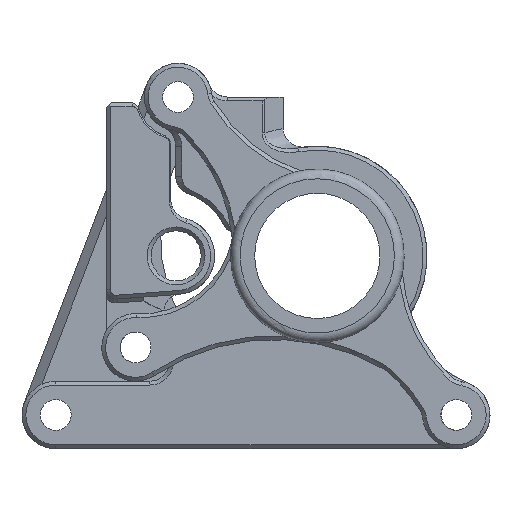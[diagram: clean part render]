
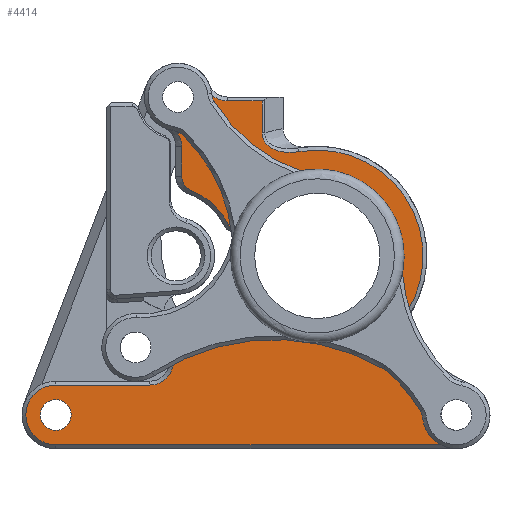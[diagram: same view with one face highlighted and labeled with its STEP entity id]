
A CAD part, front view. The second image highlights one B-rep face of the part: STEP entity #4414.
In plain terms, the highlighted planar face has unit normal (0, -1, 0).
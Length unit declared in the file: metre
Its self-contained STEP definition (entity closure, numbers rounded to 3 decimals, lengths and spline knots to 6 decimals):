
#162=B_SPLINE_CURVE_WITH_KNOTS('',3,(#7563,#7564,#7565,#7566,#7567,#7568,
#7569,#7570,#7571),.UNSPECIFIED.,.F.,.F.,(4,1,1,1,1,1,4),(0.,0.25,0.375,
0.5,0.625,0.75,1.),.UNSPECIFIED.);
#244=PLANE('',#4882);
#431=CIRCLE('',#4874,0.0016);
#433=CIRCLE('',#4877,0.0016);
#435=CIRCLE('',#4880,0.0016);
#437=CIRCLE('',#4883,0.0024);
#438=CIRCLE('',#4884,0.010975);
#439=CIRCLE('',#4885,0.0024);
#440=CIRCLE('',#4886,0.0031);
#441=CIRCLE('',#4887,0.0024);
#442=CIRCLE('',#4888,0.0016);
#443=CIRCLE('',#4889,0.007187);
#444=CIRCLE('',#4890,0.0006);
#445=CIRCLE('',#4891,0.008775);
#446=CIRCLE('',#4892,0.0006);
#447=CIRCLE('',#4893,0.007187);
#448=CIRCLE('',#4894,0.0016);
#449=CIRCLE('',#4895,0.0024);
#450=CIRCLE('',#4896,0.0031);
#451=CIRCLE('',#4897,0.0031);
#452=CIRCLE('',#4898,0.014826);
#1185=ORIENTED_EDGE('',*,*,#2204,.T.);
#1186=ORIENTED_EDGE('',*,*,#2205,.T.);
#1187=ORIENTED_EDGE('',*,*,#2206,.T.);
#1188=ORIENTED_EDGE('',*,*,#2207,.T.);
#1189=ORIENTED_EDGE('',*,*,#2208,.T.);
#1190=ORIENTED_EDGE('',*,*,#2209,.T.);
#1191=ORIENTED_EDGE('',*,*,#2210,.T.);
#1192=ORIENTED_EDGE('',*,*,#2211,.T.);
#1193=ORIENTED_EDGE('',*,*,#2212,.T.);
#1194=ORIENTED_EDGE('',*,*,#2213,.T.);
#1195=ORIENTED_EDGE('',*,*,#2214,.T.);
#1196=ORIENTED_EDGE('',*,*,#2215,.T.);
#1197=ORIENTED_EDGE('',*,*,#2216,.T.);
#1198=ORIENTED_EDGE('',*,*,#2217,.T.);
#1199=ORIENTED_EDGE('',*,*,#2218,.T.);
#1200=ORIENTED_EDGE('',*,*,#2219,.T.);
#1201=ORIENTED_EDGE('',*,*,#2220,.T.);
#1202=ORIENTED_EDGE('',*,*,#2221,.T.);
#1203=ORIENTED_EDGE('',*,*,#2222,.T.);
#1204=ORIENTED_EDGE('',*,*,#2223,.T.);
#1205=ORIENTED_EDGE('',*,*,#2224,.T.);
#1206=ORIENTED_EDGE('',*,*,#2225,.T.);
#1207=ORIENTED_EDGE('',*,*,#2226,.T.);
#1208=ORIENTED_EDGE('',*,*,#2200,.F.);
#1209=ORIENTED_EDGE('',*,*,#2198,.F.);
#1210=ORIENTED_EDGE('',*,*,#2202,.F.);
#2198=EDGE_CURVE('',#2742,#2742,#431,.T.);
#2200=EDGE_CURVE('',#2744,#2744,#433,.T.);
#2202=EDGE_CURVE('',#2746,#2746,#435,.T.);
#2204=EDGE_CURVE('',#2748,#2749,#437,.F.);
#2205=EDGE_CURVE('',#2749,#2750,#438,.T.);
#2206=EDGE_CURVE('',#2750,#2751,#162,.T.);
#2207=EDGE_CURVE('',#2751,#2752,#3076,.T.);
#2208=EDGE_CURVE('',#2752,#2753,#3077,.T.);
#2209=EDGE_CURVE('',#2753,#2754,#439,.F.);
#2210=EDGE_CURVE('',#2754,#2755,#440,.T.);
#2211=EDGE_CURVE('',#2755,#2756,#441,.F.);
#2212=EDGE_CURVE('',#2756,#2757,#3078,.T.);
#2213=EDGE_CURVE('',#2757,#2758,#442,.T.);
#2214=EDGE_CURVE('',#2758,#2759,#443,.F.);
#2215=EDGE_CURVE('',#2759,#2760,#444,.T.);
#2216=EDGE_CURVE('',#2760,#2761,#445,.F.);
#2217=EDGE_CURVE('',#2761,#2762,#446,.T.);
#2218=EDGE_CURVE('',#2762,#2763,#447,.F.);
#2219=EDGE_CURVE('',#2763,#2764,#448,.T.);
#2220=EDGE_CURVE('',#2764,#2765,#3079,.T.);
#2221=EDGE_CURVE('',#2765,#2766,#449,.F.);
#2222=EDGE_CURVE('',#2766,#2767,#3080,.T.);
#2223=EDGE_CURVE('',#2767,#2768,#450,.T.);
#2224=EDGE_CURVE('',#2768,#2769,#3081,.T.);
#2225=EDGE_CURVE('',#2769,#2770,#451,.T.);
#2226=EDGE_CURVE('',#2770,#2748,#452,.F.);
#2742=VERTEX_POINT('',#7544);
#2744=VERTEX_POINT('',#7549);
#2746=VERTEX_POINT('',#7554);
#2748=VERTEX_POINT('',#7559);
#2749=VERTEX_POINT('',#7560);
#2750=VERTEX_POINT('',#7562);
#2751=VERTEX_POINT('',#7572);
#2752=VERTEX_POINT('',#7574);
#2753=VERTEX_POINT('',#7576);
#2754=VERTEX_POINT('',#7578);
#2755=VERTEX_POINT('',#7580);
#2756=VERTEX_POINT('',#7582);
#2757=VERTEX_POINT('',#7584);
#2758=VERTEX_POINT('',#7586);
#2759=VERTEX_POINT('',#7588);
#2760=VERTEX_POINT('',#7590);
#2761=VERTEX_POINT('',#7592);
#2762=VERTEX_POINT('',#7594);
#2763=VERTEX_POINT('',#7596);
#2764=VERTEX_POINT('',#7598);
#2765=VERTEX_POINT('',#7600);
#2766=VERTEX_POINT('',#7602);
#2767=VERTEX_POINT('',#7604);
#2768=VERTEX_POINT('',#7606);
#2769=VERTEX_POINT('',#7608);
#2770=VERTEX_POINT('',#7610);
#3076=LINE('',#7573,#3389);
#3077=LINE('',#7575,#3390);
#3078=LINE('',#7583,#3391);
#3079=LINE('',#7599,#3392);
#3080=LINE('',#7603,#3393);
#3081=LINE('',#7607,#3394);
#3389=VECTOR('',#5857,1.);
#3390=VECTOR('',#5858,1.);
#3391=VECTOR('',#5865,1.);
#3392=VECTOR('',#5880,1.);
#3393=VECTOR('',#5883,1.);
#3394=VECTOR('',#5886,1.);
#3684=EDGE_LOOP('',(#1185,#1186,#1187,#1188,#1189,#1190,#1191,#1192,#1193,
#1194,#1195,#1196,#1197,#1198,#1199,#1200,#1201,#1202,#1203,#1204,#1205,
#1206,#1207));
#3685=EDGE_LOOP('',(#1208));
#3686=EDGE_LOOP('',(#1209));
#3687=EDGE_LOOP('',(#1210));
#4027=FACE_BOUND('',#3684,.T.);
#4028=FACE_BOUND('',#3685,.T.);
#4029=FACE_BOUND('',#3686,.T.);
#4030=FACE_BOUND('',#3687,.T.);
#4414=ADVANCED_FACE('',(#4027,#4028,#4029,#4030),#244,.T.);
#4874=AXIS2_PLACEMENT_3D('',#7543,#5835,#5836);
#4877=AXIS2_PLACEMENT_3D('',#7548,#5841,#5842);
#4880=AXIS2_PLACEMENT_3D('',#7553,#5847,#5848);
#4882=AXIS2_PLACEMENT_3D('',#7557,#5851,#5852);
#4883=AXIS2_PLACEMENT_3D('',#7558,#5853,#5854);
#4884=AXIS2_PLACEMENT_3D('',#7561,#5855,#5856);
#4885=AXIS2_PLACEMENT_3D('',#7577,#5859,#5860);
#4886=AXIS2_PLACEMENT_3D('',#7579,#5861,#5862);
#4887=AXIS2_PLACEMENT_3D('',#7581,#5863,#5864);
#4888=AXIS2_PLACEMENT_3D('',#7585,#5866,#5867);
#4889=AXIS2_PLACEMENT_3D('',#7587,#5868,#5869);
#4890=AXIS2_PLACEMENT_3D('',#7589,#5870,#5871);
#4891=AXIS2_PLACEMENT_3D('',#7591,#5872,#5873);
#4892=AXIS2_PLACEMENT_3D('',#7593,#5874,#5875);
#4893=AXIS2_PLACEMENT_3D('',#7595,#5876,#5877);
#4894=AXIS2_PLACEMENT_3D('',#7597,#5878,#5879);
#4895=AXIS2_PLACEMENT_3D('',#7601,#5881,#5882);
#4896=AXIS2_PLACEMENT_3D('',#7605,#5884,#5885);
#4897=AXIS2_PLACEMENT_3D('',#7609,#5887,#5888);
#4898=AXIS2_PLACEMENT_3D('',#7611,#5889,#5890);
#5835=DIRECTION('',(0.,-1.,0.));
#5836=DIRECTION('',(0.,0.,-1.));
#5841=DIRECTION('',(0.,-1.,0.));
#5842=DIRECTION('',(0.,0.,-1.));
#5847=DIRECTION('',(0.,-1.,0.));
#5848=DIRECTION('',(0.,0.,-1.));
#5851=DIRECTION('',(0.,-1.,0.));
#5852=DIRECTION('',(1.,0.,0.));
#5853=DIRECTION('',(0.,-1.,0.));
#5854=DIRECTION('',(0.,0.,-1.));
#5855=DIRECTION('',(0.,-1.,0.));
#5856=DIRECTION('',(0.,0.,-1.));
#5857=DIRECTION('',(0.,0.,1.));
#5858=DIRECTION('',(-1.,0.,0.));
#5859=DIRECTION('',(0.,-1.,0.));
#5860=DIRECTION('',(0.,0.,-1.));
#5861=DIRECTION('',(0.,-1.,0.));
#5862=DIRECTION('',(0.,0.,-1.));
#5863=DIRECTION('',(0.,-1.,0.));
#5864=DIRECTION('',(0.,0.,-1.));
#5865=DIRECTION('',(0.,0.,-1.));
#5866=DIRECTION('',(0.,-1.,0.));
#5867=DIRECTION('',(0.,0.,-1.));
#5868=DIRECTION('',(0.,-1.,0.));
#5869=DIRECTION('',(0.,0.,-1.));
#5870=DIRECTION('',(0.,-1.,0.));
#5871=DIRECTION('',(0.,0.,-1.));
#5872=DIRECTION('',(0.,-1.,0.));
#5873=DIRECTION('',(0.,0.,-1.));
#5874=DIRECTION('',(0.,-1.,0.));
#5875=DIRECTION('',(0.,0.,-1.));
#5876=DIRECTION('',(0.,-1.,0.));
#5877=DIRECTION('',(0.,0.,-1.));
#5878=DIRECTION('',(0.,-1.,0.));
#5879=DIRECTION('',(0.,0.,-1.));
#5880=DIRECTION('',(0.,0.,-1.));
#5881=DIRECTION('',(0.,-1.,0.));
#5882=DIRECTION('',(0.,0.,-1.));
#5883=DIRECTION('',(-1.,0.,0.));
#5884=DIRECTION('',(0.,-1.,0.));
#5885=DIRECTION('',(0.,0.,-1.));
#5886=DIRECTION('',(1.,0.,0.));
#5887=DIRECTION('',(0.,-1.,0.));
#5888=DIRECTION('',(0.,0.,-1.));
#5889=DIRECTION('',(0.,-1.,0.));
#5890=DIRECTION('',(0.,0.,-1.));
#7543=CARTESIAN_POINT('',(-0.01445,-0.02025,0.016477));
#7544=CARTESIAN_POINT('',(-0.01445,-0.02025,0.014877));
#7548=CARTESIAN_POINT('',(-0.027136,-0.02025,-0.0165));
#7549=CARTESIAN_POINT('',(-0.027136,-0.02025,-0.0181));
#7553=CARTESIAN_POINT('',(0.014419,-0.02025,-0.0165));
#7554=CARTESIAN_POINT('',(0.014419,-0.02025,-0.0181));
#7557=CARTESIAN_POINT('',(-0.006359,-0.02025,-0.000012));
#7558=CARTESIAN_POINT('',(0.011284,-0.02025,-0.00718));
#7559=CARTESIAN_POINT('',(0.009326,-0.02025,-0.008567));
#7560=CARTESIAN_POINT('',(0.009259,-0.02025,-0.005892));
#7561=CARTESIAN_POINT('',(0.,-0.02025,0.));
#7562=CARTESIAN_POINT('',(-0.001904,-0.02025,0.010809));
#7563=CARTESIAN_POINT('',(-0.001904,-0.02025,0.010809));
#7564=CARTESIAN_POINT('',(-0.002313,-0.02025,0.010737));
#7565=CARTESIAN_POINT('',(-0.002891,-0.02025,0.010694));
#7566=CARTESIAN_POINT('',(-0.003751,-0.02025,0.010803));
#7567=CARTESIAN_POINT('',(-0.004283,-0.02025,0.010948));
#7568=CARTESIAN_POINT('',(-0.004889,-0.02025,0.011247));
#7569=CARTESIAN_POINT('',(-0.005456,-0.02025,0.011736));
#7570=CARTESIAN_POINT('',(-0.005717,-0.02025,0.012353));
#7571=CARTESIAN_POINT('',(-0.005714,-0.02025,0.012758));
#7572=CARTESIAN_POINT('',(-0.005714,-0.02025,0.012758));
#7573=CARTESIAN_POINT('',(-0.005714,-0.02025,-0.000012));
#7574=CARTESIAN_POINT('',(-0.005714,-0.02025,0.016077));
#7575=CARTESIAN_POINT('',(-0.006359,-0.02025,0.016077));
#7576=CARTESIAN_POINT('',(-0.009326,-0.02025,0.016077));
#7577=CARTESIAN_POINT('',(-0.009326,-0.02025,0.018477));
#7578=CARTESIAN_POINT('',(-0.011562,-0.02025,0.017604));
#7579=CARTESIAN_POINT('',(-0.01445,-0.02025,0.016477));
#7580=CARTESIAN_POINT('',(-0.015577,-0.02025,0.013589));
#7581=CARTESIAN_POINT('',(-0.01645,-0.02025,0.011353));
#7582=CARTESIAN_POINT('',(-0.01405,-0.02025,0.011353));
#7583=CARTESIAN_POINT('',(-0.01405,-0.02025,-0.000012));
#7584=CARTESIAN_POINT('',(-0.01405,-0.02025,0.008243));
#7585=CARTESIAN_POINT('',(-0.01245,-0.02025,0.008243));
#7586=CARTESIAN_POINT('',(-0.013039,-0.02025,0.006755));
#7587=CARTESIAN_POINT('',(-0.015684,-0.02025,0.000073));
#7588=CARTESIAN_POINT('',(-0.009233,-0.02025,0.003241));
#7589=CARTESIAN_POINT('',(-0.008695,-0.02025,0.003506));
#7590=CARTESIAN_POINT('',(-0.008138,-0.02025,0.003281));
#7591=CARTESIAN_POINT('',(0.,-0.02025,0.));
#7592=CARTESIAN_POINT('',(-0.008169,-0.02025,-0.003205));
#7593=CARTESIAN_POINT('',(-0.008727,-0.02025,-0.003425));
#7594=CARTESIAN_POINT('',(-0.009263,-0.02025,-0.003155));
#7595=CARTESIAN_POINT('',(-0.015684,-0.02025,0.000073));
#7596=CARTESIAN_POINT('',(-0.013782,-0.02025,-0.006858));
#7597=CARTESIAN_POINT('',(-0.013359,-0.02025,-0.008401));
#7598=CARTESIAN_POINT('',(-0.014959,-0.02025,-0.008401));
#7599=CARTESIAN_POINT('',(-0.014959,-0.02025,-0.011));
#7600=CARTESIAN_POINT('',(-0.014959,-0.02025,-0.011));
#7601=CARTESIAN_POINT('',(-0.017359,-0.02025,-0.011));
#7602=CARTESIAN_POINT('',(-0.017359,-0.02025,-0.0134));
#7603=CARTESIAN_POINT('',(-0.027136,-0.02025,-0.0134));
#7604=CARTESIAN_POINT('',(-0.027136,-0.02025,-0.0134));
#7605=CARTESIAN_POINT('',(-0.027136,-0.02025,-0.0165));
#7606=CARTESIAN_POINT('',(-0.027136,-0.02025,-0.0196));
#7607=CARTESIAN_POINT('',(-0.006359,-0.02025,-0.0196));
#7608=CARTESIAN_POINT('',(0.014419,-0.02025,-0.0196));
#7609=CARTESIAN_POINT('',(0.014419,-0.02025,-0.0165));
#7610=CARTESIAN_POINT('',(0.015631,-0.02025,-0.013647));
#7611=CARTESIAN_POINT('',(0.021426,-0.02025,0.));
